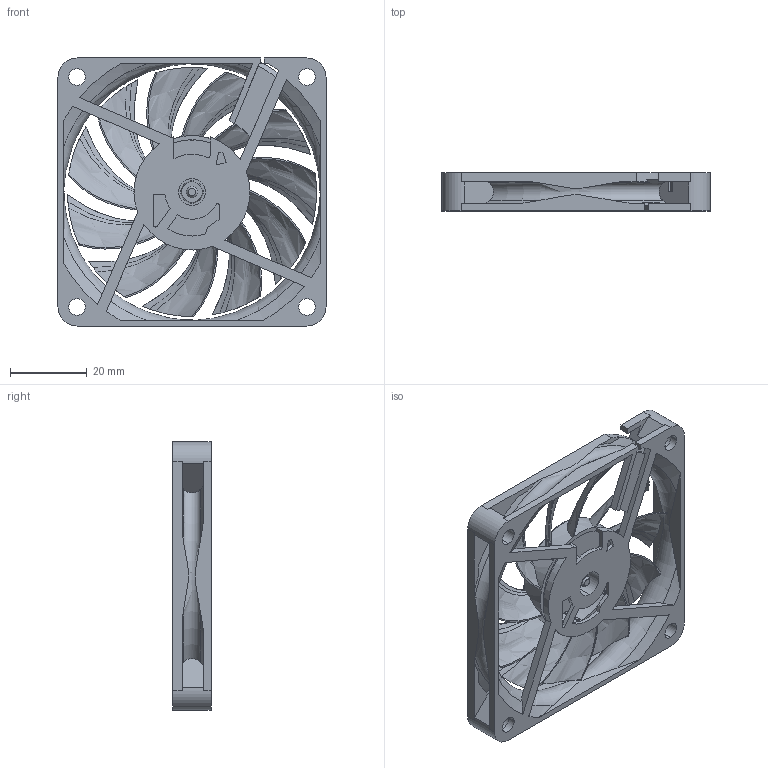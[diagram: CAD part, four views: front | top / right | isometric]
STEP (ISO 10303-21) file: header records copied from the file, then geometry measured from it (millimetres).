
FILE_DESCRIPTION((''),'2;1');
FILE_NAME('7010-ASM_ASM','2019-05-02T',('Administrator'),(''),'PRO/ENGINEER BY PARAMETRIC TECHNOLOGY CORPORATION, 2009440','PRO/ENGINEER BY PARAMETRIC TECHNOLOGY CORPORATION, 2009440','');
FILE_SCHEMA(('CONFIG_CONTROL_DESIGN'));
Length unit declared in the file: millimetre
Products named in the file (3): 7010-SK; 7010SYE; 7010-ASM_ASM
Assembly tree (2 placements, depth 2):
  7010-ASM_ASM
    7010-SK
    7010SYE
Bounding box: 70 x 10 x 70 mm (x, y, z)
Volume: 12459.2 mm3; surface area: 19200.5 mm2
Topology: 2 solids, 2 shells, 405 faces, 1117 edges, 723 vertices
Faces by surface type: plane 142, cylinder 133, bspline 74, cone 32, torus 16, sphere 8
Entity records: 16110 total; most frequent: CARTESIAN_POINT 6190, ORIENTED_EDGE 2234, DIRECTION 1844, EDGE_CURVE 1117, VERTEX_POINT 723, AXIS2_PLACEMENT_3D 713, EDGE_LOOP 436, VECTOR 418
